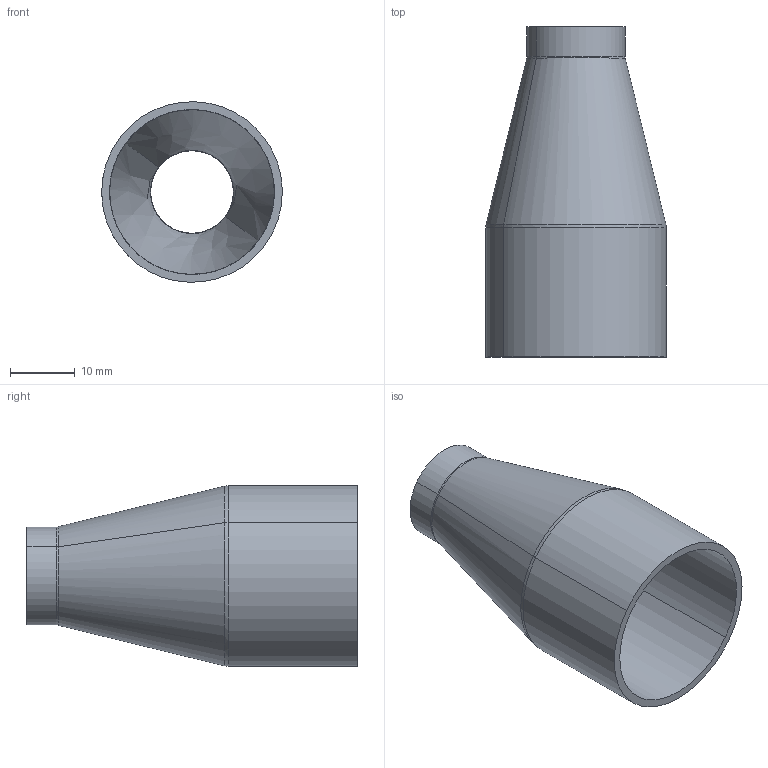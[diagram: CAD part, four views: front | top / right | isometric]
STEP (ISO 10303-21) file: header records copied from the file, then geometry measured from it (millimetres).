
FILE_DESCRIPTION(/* description */ (''),/* implementation_level */ '2;1');
FILE_NAME(/* name */ 'P12',/* time_stamp */ '2017-08-10T10:40:06+02:00',/* author */ (''),/* organization */ (''),/* preprocessor_version */ 'ST-DEVELOPER v15',/* originating_system */ '',/* authorisation */ '');
FILE_SCHEMA (('CONFIG_CONTROL_DESIGN'));
Length unit declared in the file: millimetre
Products named in the file (1): Document
Bounding box: 27.8 x 50.8 x 27.79 mm (x, y, z)
Volume: 4272.3 mm3; surface area: 7327.8 mm2
Topology: 1 solids, 1 shells, 22 faces, 44 edges, 24 vertices
Faces by surface type: bspline 20, plane 2
Entity records: 1396 total; most frequent: CARTESIAN_POINT 1060, ORIENTED_EDGE 88, EDGE_CURVE 44, EDGE_LOOP 24, VERTEX_POINT 24, ADVANCED_FACE 22, FACE_OUTER_BOUND 22, B_SPLINE_CURVE_WITH_KNOTS 12
